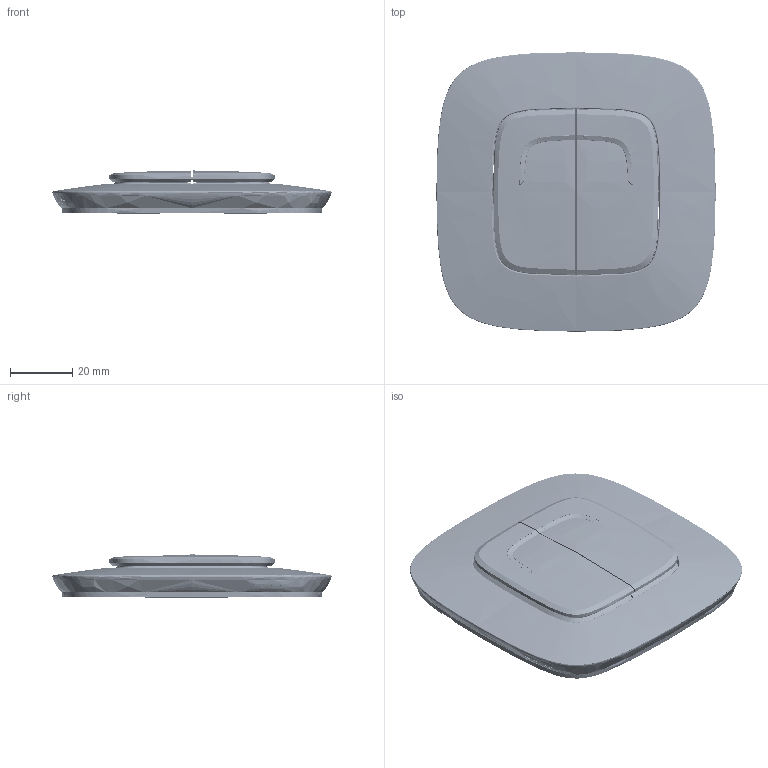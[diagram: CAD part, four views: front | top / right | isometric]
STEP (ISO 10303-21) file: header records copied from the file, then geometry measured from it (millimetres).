
FILE_DESCRIPTION(('CATIA V5 STEP Exchange','CAx-IF Rec.Pracs.--- Model Styling and Organization---1.5--- 2016-08-15','CAx-IF Rec.Pracs.---Supplemental Geometry---1.0---2011-11-01','CAx-IF Rec.Pracs.--- Composite Materials ---1.1---2010-07-15'),'2;1');
FILE_NAME('VA_7 525 87_88_68.stp','2021-10-01T11:46:18+00:00',('none'),('none'),'CATIA Version 5-6 Release 2020 SP3','CATIA V5 STEP AP214 v2','none');
FILE_SCHEMA(('AUTOMOTIVE_DESIGN { 1 0 10303 214 1 1 1 1 }'));
Products named in the file (1): VLA_752587_SW_2G
Bounding box: 89.76 x 89.76 x 13.83 mm (x, y, z)
Volume: 32836.4 mm3; surface area: 51199.7 mm2
Topology: 7 solids, 7 shells, 10919 faces, 30611 edges, 19894 vertices
Faces by surface type: plane 8041, cylinder 1101, bspline 963, extrusion 298, cone 279, sphere 161, torus 76
Entity records: 437083 total; most frequent: CARTESIAN_POINT 186917, ORIENTED_EDGE 60908, DIRECTION 34223, EDGE_CURVE 30454, VERTEX_POINT 19894, VECTOR 15767, LINE 15469, B_SPLINE_CURVE_WITH_KNOTS 14017
